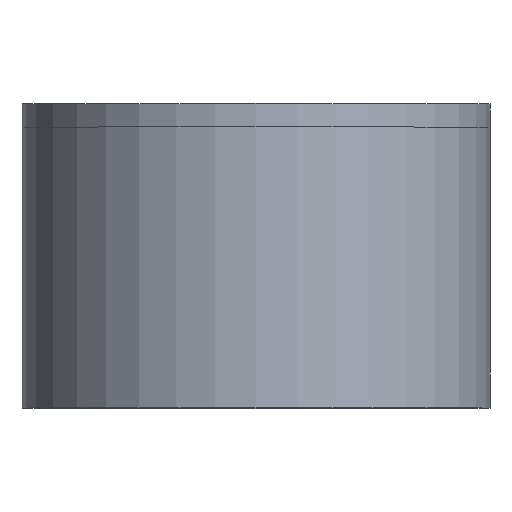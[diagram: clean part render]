
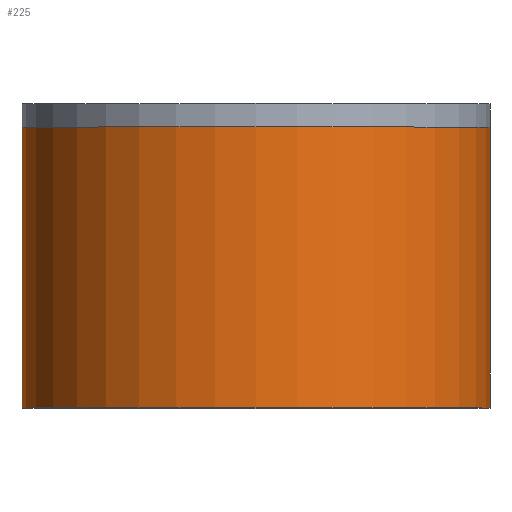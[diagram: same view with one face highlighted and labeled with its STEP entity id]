
A CAD part, top view. The second image highlights one B-rep face of the part: STEP entity #225.
In plain terms, the highlighted cylindrical face has radius 50 mm (diameter 100 mm), a full revolution.
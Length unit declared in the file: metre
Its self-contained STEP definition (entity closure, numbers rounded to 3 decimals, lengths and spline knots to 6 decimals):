
#25=CYLINDRICAL_SURFACE('',#298,0.05);
#60=ORIENTED_EDGE('',*,*,#84,.F.);
#61=ORIENTED_EDGE('',*,*,#85,.T.);
#84=EDGE_CURVE('',#104,#104,#124,.T.);
#85=EDGE_CURVE('',#105,#105,#125,.T.);
#104=VERTEX_POINT('',#435);
#105=VERTEX_POINT('',#437);
#124=CIRCLE('',#299,0.05);
#125=CIRCLE('',#300,0.05);
#160=EDGE_LOOP('',(#60));
#161=EDGE_LOOP('',(#61));
#200=FACE_BOUND('',#160,.T.);
#201=FACE_BOUND('',#161,.T.);
#225=ADVANCED_FACE('',(#200,#201),#25,.T.);
#298=AXIS2_PLACEMENT_3D('',#433,#371,#372);
#299=AXIS2_PLACEMENT_3D('',#434,#373,#374);
#300=AXIS2_PLACEMENT_3D('',#436,#375,#376);
#371=DIRECTION('',(0.,1.,0.));
#372=DIRECTION('',(0.,0.,1.));
#373=DIRECTION('',(0.,-1.,0.));
#374=DIRECTION('',(0.,0.,-1.));
#375=DIRECTION('',(0.,-1.,0.));
#376=DIRECTION('',(0.,0.,-1.));
#433=CARTESIAN_POINT('',(0.,-0.06,0.));
#434=CARTESIAN_POINT('',(0.,-0.06,0.));
#435=CARTESIAN_POINT('',(0.,-0.06,-0.05));
#436=CARTESIAN_POINT('',(0.,0.,0.));
#437=CARTESIAN_POINT('',(0.,0.,-0.05));
